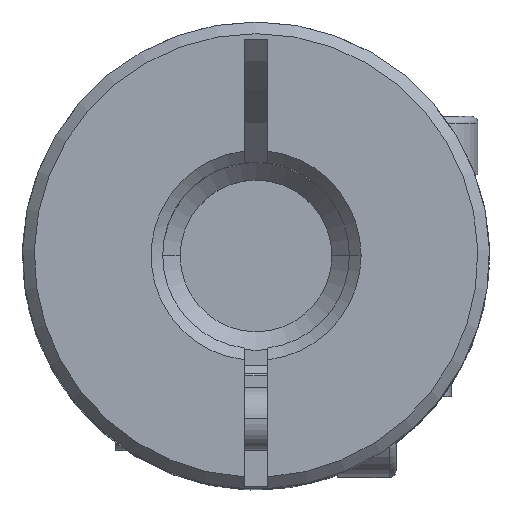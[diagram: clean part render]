
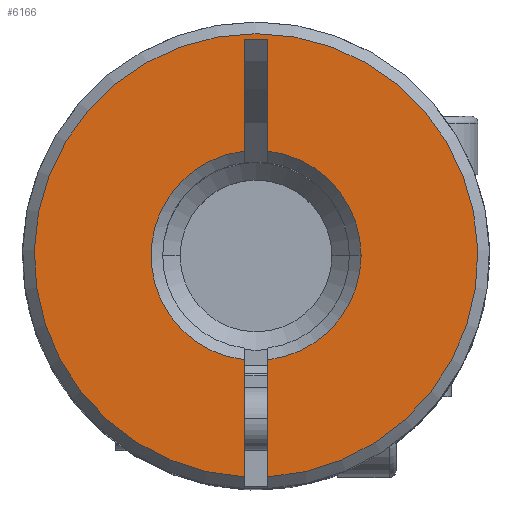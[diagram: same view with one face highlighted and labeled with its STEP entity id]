
A CAD part, top view. The second image highlights one B-rep face of the part: STEP entity #6166.
In plain terms, the highlighted planar face has unit normal (0, 0, 1).
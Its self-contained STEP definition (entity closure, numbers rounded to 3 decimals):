
#163 = VERTEX_POINT ( 'NONE', #8355 ) ;
#198 = CIRCLE ( 'NONE', #3687, 4.5 ) ;
#256 = LINE ( 'NONE', #7864, #1886 ) ;
#368 = CARTESIAN_POINT ( 'NONE',  ( -0.5, -9.487, 30. ) ) ;
#370 = ORIENTED_EDGE ( 'NONE', *, *, #3911, .T. ) ;
#485 = AXIS2_PLACEMENT_3D ( 'NONE', #8883, #4784, #639 ) ;
#505 = DIRECTION ( 'NONE',  ( 0., 1., 0. ) ) ;
#551 = CARTESIAN_POINT ( 'NONE',  ( 0.5, 9.241, 30. ) ) ;
#566 = ORIENTED_EDGE ( 'NONE', *, *, #5561, .T. ) ;
#569 = LINE ( 'NONE', #6237, #4035 ) ;
#614 = VERTEX_POINT ( 'NONE', #7457 ) ;
#615 = FACE_OUTER_BOUND ( 'NONE', #1435, .T. ) ;
#639 = DIRECTION ( 'NONE',  ( -1., 0., 0. ) ) ;
#711 = ORIENTED_EDGE ( 'NONE', *, *, #8114, .T. ) ;
#1104 = AXIS2_PLACEMENT_3D ( 'NONE', #6278, #2138, #6966 ) ;
#1435 = EDGE_LOOP ( 'NONE', ( #6962, #566, #2603, #370, #6423, #6605, #711, #8771, #4874 ) ) ;
#1436 = DIRECTION ( 'NONE',  ( 0., 1., 0. ) ) ;
#1561 = PLANE ( 'NONE',  #8227 ) ;
#1650 = LINE ( 'NONE', #5010, #8737 ) ;
#1683 = VERTEX_POINT ( 'NONE', #8271 ) ;
#1873 = DIRECTION ( 'NONE',  ( 0., 0., -1. ) ) ;
#1886 = VECTOR ( 'NONE', #3762, 1000. ) ;
#2065 = VERTEX_POINT ( 'NONE', #551 ) ;
#2138 = DIRECTION ( 'NONE',  ( 0., 0., -1. ) ) ;
#2248 = VERTEX_POINT ( 'NONE', #4217 ) ;
#2255 = DIRECTION ( 'NONE',  ( 0., -1., 0. ) ) ;
#2270 = VERTEX_POINT ( 'NONE', #3506 ) ;
#2553 = LINE ( 'NONE', #5327, #4386 ) ;
#2603 = ORIENTED_EDGE ( 'NONE', *, *, #3445, .T. ) ;
#2613 = VERTEX_POINT ( 'NONE', #7375 ) ;
#2982 = CARTESIAN_POINT ( 'NONE',  ( 0., 0., 30. ) ) ;
#3103 = EDGE_CURVE ( 'NONE', #163, #2613, #2553, .T. ) ;
#3261 = EDGE_CURVE ( 'NONE', #2270, #2065, #8761, .T. ) ;
#3445 = EDGE_CURVE ( 'NONE', #2248, #7257, #256, .T. ) ;
#3488 = CARTESIAN_POINT ( 'NONE',  ( 0.5, 0., 30. ) ) ;
#3506 = CARTESIAN_POINT ( 'NONE',  ( 0.5, 4.472, 30. ) ) ;
#3607 = CARTESIAN_POINT ( 'NONE',  ( 0., 0., 30. ) ) ;
#3679 = DIRECTION ( 'NONE',  ( -1., 0., 0. ) ) ;
#3687 = AXIS2_PLACEMENT_3D ( 'NONE', #2982, #7784, #3679 ) ;
#3712 = EDGE_CURVE ( 'NONE', #2270, #614, #8744, .T. ) ;
#3762 = DIRECTION ( 'NONE',  ( 0., 1., 0. ) ) ;
#3772 = EDGE_CURVE ( 'NONE', #6290, #1683, #569, .T. ) ;
#3911 = EDGE_CURVE ( 'NONE', #7257, #2065, #1650, .T. ) ;
#4035 = VECTOR ( 'NONE', #6928, 1000. ) ;
#4217 = CARTESIAN_POINT ( 'NONE',  ( -0.5, 4.472, 30. ) ) ;
#4386 = VECTOR ( 'NONE', #505, 1000. ) ;
#4507 = AXIS2_PLACEMENT_3D ( 'NONE', #6008, #1873, #6699 ) ;
#4784 = DIRECTION ( 'NONE',  ( 0., 0., -1. ) ) ;
#4874 = ORIENTED_EDGE ( 'NONE', *, *, #5365, .F. ) ;
#5010 = CARTESIAN_POINT ( 'NONE',  ( 0.5, 9.241, 30. ) ) ;
#5194 = CARTESIAN_POINT ( 'NONE',  ( -0.5, 9.241, 30. ) ) ;
#5327 = CARTESIAN_POINT ( 'NONE',  ( 0.5, 0., 30. ) ) ;
#5365 = EDGE_CURVE ( 'NONE', #6290, #163, #6255, .T. ) ;
#5561 = EDGE_CURVE ( 'NONE', #1683, #2248, #198, .T. ) ;
#6008 = CARTESIAN_POINT ( 'NONE',  ( 0., 0., 30. ) ) ;
#6166 = ADVANCED_FACE ( 'NONE', ( #615 ), #1561, .F. ) ;
#6237 = CARTESIAN_POINT ( 'NONE',  ( -0.5, 0., 30. ) ) ;
#6255 = CIRCLE ( 'NONE', #4507, 9.5 ) ;
#6278 = CARTESIAN_POINT ( 'NONE',  ( 0., 0., 30. ) ) ;
#6290 = VERTEX_POINT ( 'NONE', #368 ) ;
#6393 = DIRECTION ( 'NONE',  ( 0., 0., -1. ) ) ;
#6423 = ORIENTED_EDGE ( 'NONE', *, *, #3261, .F. ) ;
#6605 = ORIENTED_EDGE ( 'NONE', *, *, #3712, .T. ) ;
#6699 = DIRECTION ( 'NONE',  ( 0., -1., 0. ) ) ;
#6928 = DIRECTION ( 'NONE',  ( 0., 1., 0. ) ) ;
#6962 = ORIENTED_EDGE ( 'NONE', *, *, #3772, .T. ) ;
#6966 = DIRECTION ( 'NONE',  ( -1., 0., 0. ) ) ;
#6967 = VECTOR ( 'NONE', #1436, 1000. ) ;
#7257 = VERTEX_POINT ( 'NONE', #5194 ) ;
#7361 = CIRCLE ( 'NONE', #1104, 4.5 ) ;
#7375 = CARTESIAN_POINT ( 'NONE',  ( 0.5, -4.472, 30. ) ) ;
#7457 = CARTESIAN_POINT ( 'NONE',  ( 4.5, 0., 30. ) ) ;
#7765 = DIRECTION ( 'NONE',  ( 1., 0., 0. ) ) ;
#7784 = DIRECTION ( 'NONE',  ( 0., 0., -1. ) ) ;
#7864 = CARTESIAN_POINT ( 'NONE',  ( -0.5, 0., 30. ) ) ;
#8114 = EDGE_CURVE ( 'NONE', #614, #2613, #7361, .T. ) ;
#8227 = AXIS2_PLACEMENT_3D ( 'NONE', #3607, #6393, #2255 ) ;
#8271 = CARTESIAN_POINT ( 'NONE',  ( -0.5, -4.472, 30. ) ) ;
#8355 = CARTESIAN_POINT ( 'NONE',  ( 0.5, -9.487, 30. ) ) ;
#8737 = VECTOR ( 'NONE', #7765, 1000. ) ;
#8744 = CIRCLE ( 'NONE', #485, 4.5 ) ;
#8761 = LINE ( 'NONE', #3488, #6967 ) ;
#8771 = ORIENTED_EDGE ( 'NONE', *, *, #3103, .F. ) ;
#8883 = CARTESIAN_POINT ( 'NONE',  ( 0., 0., 30. ) ) ;
